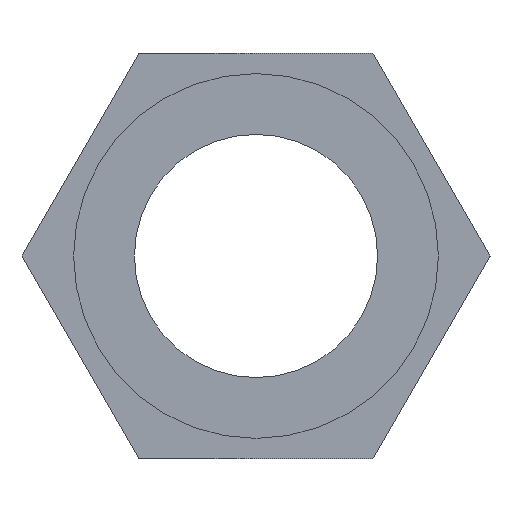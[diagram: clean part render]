
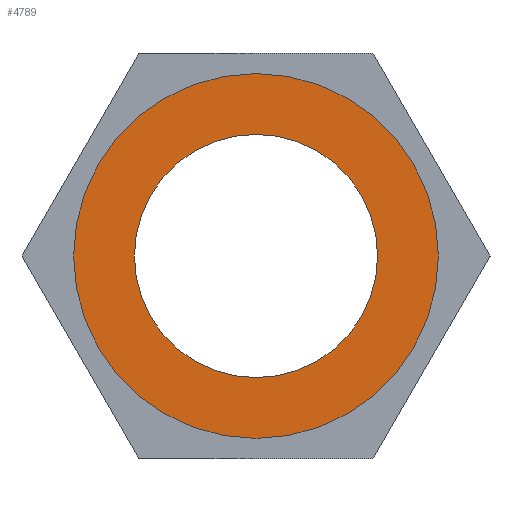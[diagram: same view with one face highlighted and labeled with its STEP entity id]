
A CAD part, left-side view. The second image highlights one B-rep face of the part: STEP entity #4789.
In plain terms, the highlighted planar face has unit normal (-1, 0, 0).
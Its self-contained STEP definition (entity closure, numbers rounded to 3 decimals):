
#249 = DIRECTION ( 'NONE',  ( -1., 0., 0. ) ) ;
#367 = FACE_OUTER_BOUND ( 'NONE', #4557, .T. ) ;
#421 = CIRCLE ( 'NONE', #931, 4.5 ) ;
#579 = VERTEX_POINT ( 'NONE', #3862 ) ;
#697 = DIRECTION ( 'NONE',  ( 0., 0., -1. ) ) ;
#867 = VERTEX_POINT ( 'NONE', #1493 ) ;
#880 = EDGE_CURVE ( 'NONE', #2442, #1745, #4829, .T. ) ;
#931 = AXIS2_PLACEMENT_3D ( 'NONE', #1575, #5274, #1546 ) ;
#1137 = EDGE_CURVE ( 'NONE', #867, #579, #421, .T. ) ;
#1341 = EDGE_LOOP ( 'NONE', ( #1456, #3081 ) ) ;
#1456 = ORIENTED_EDGE ( 'NONE', *, *, #1137, .T. ) ;
#1467 = AXIS2_PLACEMENT_3D ( 'NONE', #1583, #4004, #4815 ) ;
#1493 = CARTESIAN_POINT ( 'NONE',  ( 0., 0., 4.5 ) ) ;
#1546 = DIRECTION ( 'NONE',  ( 0., 0., -1. ) ) ;
#1575 = CARTESIAN_POINT ( 'NONE',  ( 0., 0., 0. ) ) ;
#1583 = CARTESIAN_POINT ( 'NONE',  ( 0., 0., 0. ) ) ;
#1745 = VERTEX_POINT ( 'NONE', #1848 ) ;
#1848 = CARTESIAN_POINT ( 'NONE',  ( 0., 0., -6.75 ) ) ;
#2069 = CIRCLE ( 'NONE', #3371, 4.5 ) ;
#2247 = AXIS2_PLACEMENT_3D ( 'NONE', #5156, #3083, #2864 ) ;
#2316 = ORIENTED_EDGE ( 'NONE', *, *, #880, .T. ) ;
#2366 = EDGE_CURVE ( 'NONE', #1745, #2442, #4582, .T. ) ;
#2433 = FACE_BOUND ( 'NONE', #1341, .T. ) ;
#2442 = VERTEX_POINT ( 'NONE', #3069 ) ;
#2492 = AXIS2_PLACEMENT_3D ( 'NONE', #4346, #249, #4395 ) ;
#2864 = DIRECTION ( 'NONE',  ( 0., 0., 1. ) ) ;
#3069 = CARTESIAN_POINT ( 'NONE',  ( 0., 0., 6.75 ) ) ;
#3081 = ORIENTED_EDGE ( 'NONE', *, *, #4025, .T. ) ;
#3083 = DIRECTION ( 'NONE',  ( -1., 0., 0. ) ) ;
#3371 = AXIS2_PLACEMENT_3D ( 'NONE', #4407, #4870, #697 ) ;
#3862 = CARTESIAN_POINT ( 'NONE',  ( 0., 0., -4.5 ) ) ;
#4004 = DIRECTION ( 'NONE',  ( 1., 0., 0. ) ) ;
#4025 = EDGE_CURVE ( 'NONE', #579, #867, #2069, .T. ) ;
#4183 = ORIENTED_EDGE ( 'NONE', *, *, #2366, .T. ) ;
#4346 = CARTESIAN_POINT ( 'NONE',  ( 0., 0., 0. ) ) ;
#4395 = DIRECTION ( 'NONE',  ( 0., 0., 1. ) ) ;
#4407 = CARTESIAN_POINT ( 'NONE',  ( 0., 0., 0. ) ) ;
#4557 = EDGE_LOOP ( 'NONE', ( #2316, #4183 ) ) ;
#4582 = CIRCLE ( 'NONE', #2247, 6.75 ) ;
#4789 = ADVANCED_FACE ( 'NONE', ( #2433, #367 ), #5313, .F. ) ;
#4815 = DIRECTION ( 'NONE',  ( 0., 0., -1. ) ) ;
#4829 = CIRCLE ( 'NONE', #2492, 6.75 ) ;
#4870 = DIRECTION ( 'NONE',  ( 1., 0., 0. ) ) ;
#5156 = CARTESIAN_POINT ( 'NONE',  ( 0., 0., 0. ) ) ;
#5274 = DIRECTION ( 'NONE',  ( 1., 0., 0. ) ) ;
#5313 = PLANE ( 'NONE',  #1467 ) ;
